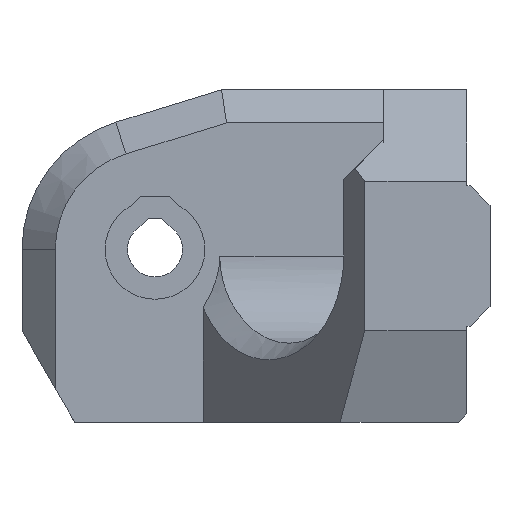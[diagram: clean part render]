
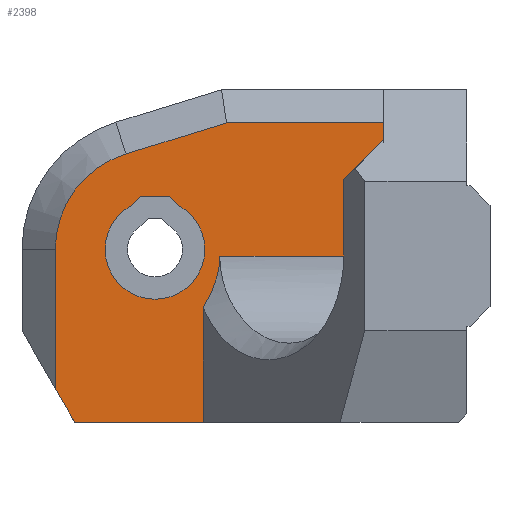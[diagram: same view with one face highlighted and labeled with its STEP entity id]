
A CAD part, front view. The second image highlights one B-rep face of the part: STEP entity #2398.
In plain terms, the highlighted planar face has unit normal (0, -1, 0).
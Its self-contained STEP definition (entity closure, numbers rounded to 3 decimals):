
#39=FACE_BOUND('',#258,.T.);
#57=CIRCLE('',#2566,6.);
#58=CIRCLE('',#2569,3.);
#68=B_SPLINE_CURVE_WITH_KNOTS('',3,(#3504,#3505,#3506,#3507,#3508,#3509,
#3510,#3511,#3512,#3513,#3514,#3515,#3516,#3517),.UNSPECIFIED.,.F.,.F.,
(4,2,2,2,2,2,4),(0.,0.039,0.16,0.296,
0.316,0.326,0.331),.UNSPECIFIED.);
#116=FACE_OUTER_BOUND('',#257,.T.);
#257=EDGE_LOOP('',(#1805,#1806,#1807,#1808,#1809,#1810,#1811,#1812,#1813,
#1814));
#258=EDGE_LOOP('',(#1815,#1816,#1817,#1818));
#404=LINE('',#3540,#719);
#423=LINE('',#3586,#738);
#481=LINE('',#3710,#796);
#498=LINE('',#3745,#813);
#501=LINE('',#3750,#816);
#506=LINE('',#3762,#821);
#507=LINE('',#3764,#822);
#508=LINE('',#3765,#823);
#509=LINE('',#3770,#824);
#510=LINE('',#3772,#825);
#511=LINE('',#3773,#826);
#719=VECTOR('',#2752,10.);
#738=VECTOR('',#2787,10.);
#796=VECTOR('',#2877,10.);
#813=VECTOR('',#2914,10.);
#816=VECTOR('',#2919,10.);
#821=VECTOR('',#2932,10.);
#822=VECTOR('',#2935,10.);
#823=VECTOR('',#2936,10.);
#824=VECTOR('',#2939,10.);
#825=VECTOR('',#2940,10.);
#826=VECTOR('',#2941,10.);
#1024=VERTEX_POINT('',#3502);
#1025=VERTEX_POINT('',#3503);
#1027=VERTEX_POINT('',#3538);
#1045=VERTEX_POINT('',#3583);
#1046=VERTEX_POINT('',#3585);
#1096=VERTEX_POINT('',#3709);
#1103=VERTEX_POINT('',#3743);
#1104=VERTEX_POINT('',#3744);
#1105=VERTEX_POINT('',#3749);
#1107=VERTEX_POINT('',#3755);
#1109=VERTEX_POINT('',#3766);
#1110=VERTEX_POINT('',#3767);
#1111=VERTEX_POINT('',#3769);
#1112=VERTEX_POINT('',#3771);
#1259=EDGE_CURVE('',#1024,#1025,#68,.T.);
#1264=EDGE_CURVE('',#1027,#1025,#404,.T.);
#1286=EDGE_CURVE('',#1045,#1046,#423,.T.);
#1349=EDGE_CURVE('',#1096,#1024,#481,.T.);
#1367=EDGE_CURVE('',#1103,#1104,#498,.T.);
#1370=EDGE_CURVE('',#1046,#1105,#501,.T.);
#1375=EDGE_CURVE('',#1105,#1107,#57,.T.);
#1377=EDGE_CURVE('',#1107,#1103,#506,.T.);
#1378=EDGE_CURVE('',#1027,#1104,#507,.T.);
#1379=EDGE_CURVE('',#1096,#1045,#508,.T.);
#1380=EDGE_CURVE('',#1109,#1110,#58,.T.);
#1381=EDGE_CURVE('',#1110,#1111,#509,.T.);
#1382=EDGE_CURVE('',#1111,#1112,#510,.T.);
#1383=EDGE_CURVE('',#1112,#1109,#511,.T.);
#1805=ORIENTED_EDGE('',*,*,#1264,.F.);
#1806=ORIENTED_EDGE('',*,*,#1378,.T.);
#1807=ORIENTED_EDGE('',*,*,#1367,.F.);
#1808=ORIENTED_EDGE('',*,*,#1377,.F.);
#1809=ORIENTED_EDGE('',*,*,#1375,.F.);
#1810=ORIENTED_EDGE('',*,*,#1370,.F.);
#1811=ORIENTED_EDGE('',*,*,#1286,.F.);
#1812=ORIENTED_EDGE('',*,*,#1379,.F.);
#1813=ORIENTED_EDGE('',*,*,#1349,.T.);
#1814=ORIENTED_EDGE('',*,*,#1259,.T.);
#1815=ORIENTED_EDGE('',*,*,#1380,.T.);
#1816=ORIENTED_EDGE('',*,*,#1381,.T.);
#1817=ORIENTED_EDGE('',*,*,#1382,.T.);
#1818=ORIENTED_EDGE('',*,*,#1383,.T.);
#2269=PLANE('',#2568);
#2398=ADVANCED_FACE('',(#116,#39),#2269,.F.);
#2566=AXIS2_PLACEMENT_3D('',#3759,#2927,#2928);
#2568=AXIS2_PLACEMENT_3D('',#3763,#2933,#2934);
#2569=AXIS2_PLACEMENT_3D('',#3768,#2937,#2938);
#2752=DIRECTION('',(-1.,0.,0.));
#2787=DIRECTION('',(-0.5,0.,0.866));
#2877=DIRECTION('',(0.,0.,1.));
#2914=DIRECTION('',(1.,0.,0.));
#2919=DIRECTION('',(0.,0.,1.));
#2927=DIRECTION('center_axis',(0.,1.,0.));
#2928=DIRECTION('ref_axis',(-1.,0.,0.));
#2932=DIRECTION('',(0.956,0.,0.294));
#2933=DIRECTION('center_axis',(0.,1.,0.));
#2934=DIRECTION('ref_axis',(1.,0.,0.));
#2935=DIRECTION('',(0.,0.,1.));
#2936=DIRECTION('',(-1.,0.,0.));
#2937=DIRECTION('center_axis',(0.,1.,0.));
#2938=DIRECTION('ref_axis',(1.,0.,0.));
#2939=DIRECTION('',(0.707,0.,0.707));
#2940=DIRECTION('',(1.,0.,0.));
#2941=DIRECTION('',(0.707,0.,-0.707));
#3502=CARTESIAN_POINT('',(2.9,0.,-3.515));
#3503=CARTESIAN_POINT('',(3.9,0.,-0.4));
#3504=CARTESIAN_POINT('Ctrl Pts',(2.9,0.,-3.515));
#3505=CARTESIAN_POINT('Ctrl Pts',(2.967,0.,
-3.403));
#3506=CARTESIAN_POINT('Ctrl Pts',(3.031,0.,
-3.289));
#3507=CARTESIAN_POINT('Ctrl Pts',(3.288,0.,
-2.821));
#3508=CARTESIAN_POINT('Ctrl Pts',(3.465,0.,
-2.449));
#3509=CARTESIAN_POINT('Ctrl Pts',(3.753,0.,
-1.639));
#3510=CARTESIAN_POINT('Ctrl Pts',(3.852,0.,
-1.208));
#3511=CARTESIAN_POINT('Ctrl Pts',(3.892,0.,
-0.688));
#3512=CARTESIAN_POINT('Ctrl Pts',(3.895,0.,
-0.62));
#3513=CARTESIAN_POINT('Ctrl Pts',(3.899,0.,
-0.521));
#3514=CARTESIAN_POINT('Ctrl Pts',(3.899,0.,
-0.49));
#3515=CARTESIAN_POINT('Ctrl Pts',(3.9,0.,
-0.439));
#3516=CARTESIAN_POINT('Ctrl Pts',(3.9,0.,-0.419));
#3517=CARTESIAN_POINT('Ctrl Pts',(3.9,0.,-0.4));
#3538=CARTESIAN_POINT('',(13.75,0.,-0.4));
#3540=CARTESIAN_POINT('',(13.75,0.,-0.4));
#3583=CARTESIAN_POINT('',(-4.825,0.,-10.4));
#3585=CARTESIAN_POINT('',(-6.,0.,-8.364));
#3586=CARTESIAN_POINT('',(-4.825,0.,-10.4));
#3709=CARTESIAN_POINT('',(2.9,0.,-10.4));
#3710=CARTESIAN_POINT('',(2.9,0.,-5.4));
#3743=CARTESIAN_POINT('',(4.301,0.,7.6));
#3744=CARTESIAN_POINT('',(13.75,0.,7.6));
#3745=CARTESIAN_POINT('',(3.438,0.,7.6));
#3749=CARTESIAN_POINT('',(-6.,0.,0.));
#3750=CARTESIAN_POINT('',(-6.,0.,-2.65));
#3755=CARTESIAN_POINT('',(-1.764,0.,5.735));
#3759=CARTESIAN_POINT('Origin',(0.,0.,0.));
#3762=CARTESIAN_POINT('',(-0.507,0.,6.122));
#3763=CARTESIAN_POINT('Origin',(2.875,0.,-0.4));
#3764=CARTESIAN_POINT('',(13.75,0.,-0.768));
#3765=CARTESIAN_POINT('',(18.75,0.,-10.4));
#3766=CARTESIAN_POINT('',(1.5,0.,2.598));
#3767=CARTESIAN_POINT('',(-1.5,0.,2.598));
#3768=CARTESIAN_POINT('Origin',(0.,0.,0.));
#3769=CARTESIAN_POINT('',(-0.897,0.,3.201));
#3770=CARTESIAN_POINT('',(-1.156,0.,2.942));
#3771=CARTESIAN_POINT('',(0.897,0.,3.201));
#3772=CARTESIAN_POINT('',(0.989,0.,3.201));
#3773=CARTESIAN_POINT('',(2.292,0.,1.806));
